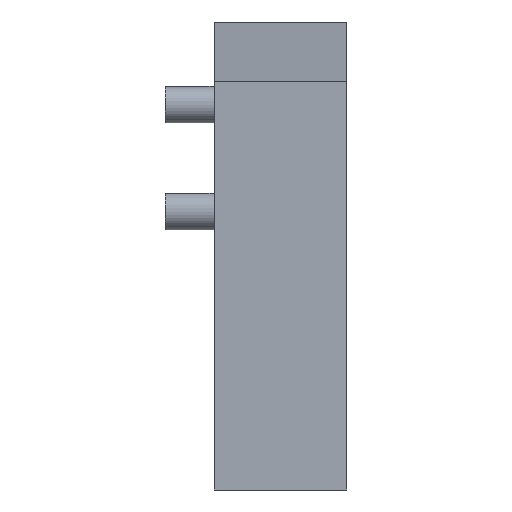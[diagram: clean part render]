
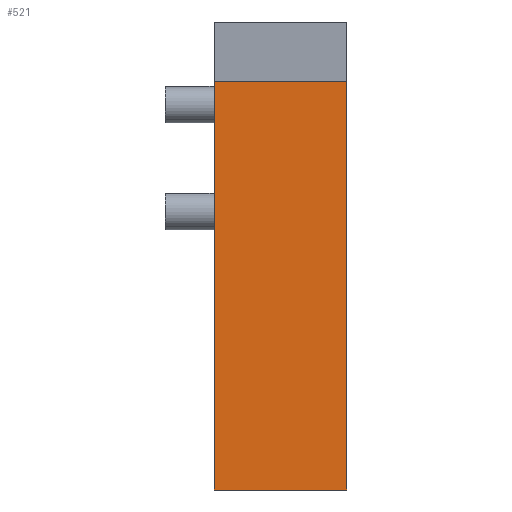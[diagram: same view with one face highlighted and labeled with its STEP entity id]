
A CAD part, front view. The second image highlights one B-rep face of the part: STEP entity #521.
In plain terms, the highlighted planar face has unit normal (0, -1, 0).
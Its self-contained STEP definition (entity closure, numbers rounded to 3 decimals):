
#494=AXIS2_PLACEMENT_3D('Plane Axis2P3D',#491,#492,#493) ;
#208=CARTESIAN_POINT('Line Origine',(4.,0.,16.8)) ;
#212=CARTESIAN_POINT('Vertex',(4.,0.,0.)) ;
#214=CARTESIAN_POINT('Vertex',(4.,0.,33.6)) ;
#491=CARTESIAN_POINT('Axis2P3D Location',(0.,0.,33.6)) ;
#496=CARTESIAN_POINT('Line Origine',(14.9,0.,16.8)) ;
#500=CARTESIAN_POINT('Vertex',(14.9,0.,0.)) ;
#502=CARTESIAN_POINT('Vertex',(14.9,0.,33.6)) ;
#505=CARTESIAN_POINT('Line Origine',(9.45,0.,33.6)) ;
#510=CARTESIAN_POINT('Line Origine',(9.45,0.,0.)) ;
#209=DIRECTION('Vector Direction',(0.,0.,-1.)) ;
#492=DIRECTION('Axis2P3D Direction',(0.,-1.,0.)) ;
#493=DIRECTION('Axis2P3D XDirection',(0.,0.,-1.)) ;
#497=DIRECTION('Vector Direction',(0.,0.,-1.)) ;
#506=DIRECTION('Vector Direction',(1.,0.,0.)) ;
#511=DIRECTION('Vector Direction',(1.,0.,0.)) ;
#210=VECTOR('Line Direction',#209,1.) ;
#498=VECTOR('Line Direction',#497,1.) ;
#507=VECTOR('Line Direction',#506,1.) ;
#512=VECTOR('Line Direction',#511,1.) ;
#516=ORIENTED_EDGE('',*,*,#504,.T.) ;
#517=ORIENTED_EDGE('',*,*,#509,.F.) ;
#518=ORIENTED_EDGE('',*,*,#216,.F.) ;
#519=ORIENTED_EDGE('',*,*,#514,.T.) ;
#521=ADVANCED_FACE('Hauptkoerper',(#520),#495,.T.) ;
#216=EDGE_CURVE('',#213,#215,#211,.F.) ;
#504=EDGE_CURVE('',#501,#503,#499,.F.) ;
#509=EDGE_CURVE('',#215,#503,#508,.T.) ;
#514=EDGE_CURVE('',#213,#501,#513,.T.) ;
#515=EDGE_LOOP('',(#516,#517,#518,#519)) ;
#520=FACE_OUTER_BOUND('',#515,.T.) ;
#211=LINE('Line',#208,#210) ;
#499=LINE('Line',#496,#498) ;
#508=LINE('Line',#505,#507) ;
#513=LINE('Line',#510,#512) ;
#495=PLANE('',#494) ;
#213=VERTEX_POINT('',#212) ;
#215=VERTEX_POINT('',#214) ;
#501=VERTEX_POINT('',#500) ;
#503=VERTEX_POINT('',#502) ;
